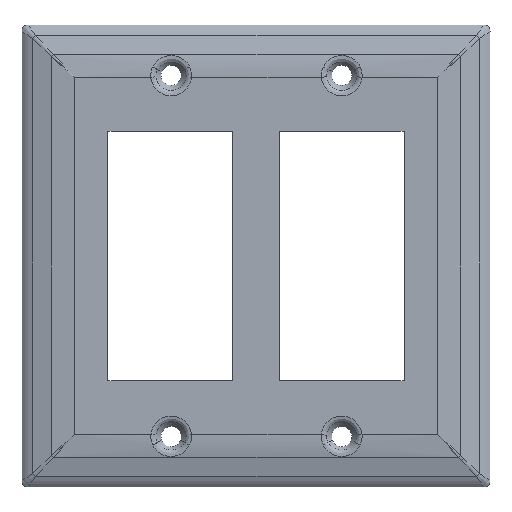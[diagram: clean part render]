
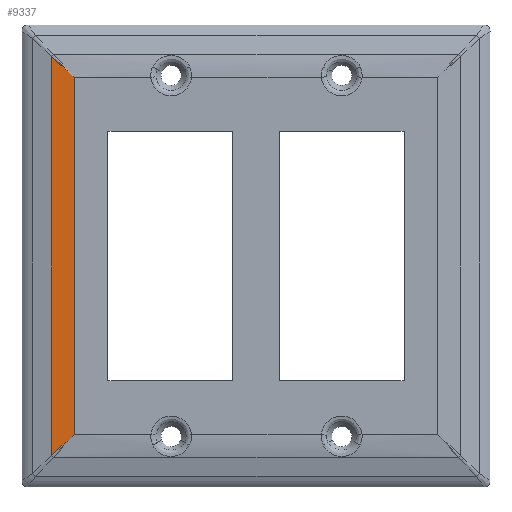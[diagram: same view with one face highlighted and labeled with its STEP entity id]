
A CAD part, top view. The second image highlights one B-rep face of the part: STEP entity #9337.
In plain terms, the highlighted cylindrical face has radius 30 mm (diameter 60 mm), a partial arc.
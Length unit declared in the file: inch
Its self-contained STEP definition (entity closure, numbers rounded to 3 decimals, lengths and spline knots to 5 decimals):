
#15 = EDGE_CURVE ( 'NONE', #7978, #3805, #3500, .T. ) ;
#355 = CARTESIAN_POINT ( 'NONE',  ( 31.15227, 7.19979, 0.08401 ) ) ;
#530 = ORIENTED_EDGE ( 'NONE', *, *, #7339, .T. ) ;
#1086 = CARTESIAN_POINT ( 'NONE',  ( 31.15117, 7.2008, 0.0839 ) ) ;
#1136 = CARTESIAN_POINT ( 'NONE',  ( 31.15154, 7.20047, 0.08394 ) ) ;
#1185 = CARTESIAN_POINT ( 'NONE',  ( 31.1236, 3.18436, 0.08078 ) ) ;
#1187 = CARTESIAN_POINT ( 'NONE',  ( 31.03264, 7.31005, 0.06578 ) ) ;
#1222 = LINE ( 'NONE', #7526, #1306 ) ;
#1306 = VECTOR ( 'NONE', #9251, 39.37008 ) ;
#1508 = DIRECTION ( 'NONE',  ( 0., -1., 0. ) ) ;
#1871 = CARTESIAN_POINT ( 'NONE',  ( 31.15091, 7.20104, 0.08387 ) ) ;
#1923 = CARTESIAN_POINT ( 'NONE',  ( 31.19054, 7.16451, 0.08727 ) ) ;
#1936 = CARTESIAN_POINT ( 'NONE',  ( 31.2702, 7.09109, 0.08991 ) ) ;
#1974 = CARTESIAN_POINT ( 'NONE',  ( 31.15375, 7.19843, 0.08416 ) ) ;
#2069 = CARTESIAN_POINT ( 'NONE',  ( 31.2702, 3.31949, 0.08991 ) ) ;
#2119 = CARTESIAN_POINT ( 'NONE',  ( 31.11609, 3.17743, 0.07983 ) ) ;
#2959 = LINE ( 'NONE', #7537, #3846 ) ;
#2964 = CARTESIAN_POINT ( 'NONE',  ( 31.14592, 3.20493, 0.08345 ) ) ;
#3103 = ORIENTED_EDGE ( 'NONE', *, *, #7452, .T. ) ;
#3191 = CYLINDRICAL_SURFACE ( 'NONE', #6020, 1.1811 ) ;
#3297 = ORIENTED_EDGE ( 'NONE', *, *, #9561, .T. ) ;
#3500 = B_SPLINE_CURVE_WITH_KNOTS ( 'NONE', 3,
 ( #5173, #6953, #6014, #6062, #7737, #2119, #1185, #4379, #8532, #3598, #9217, #6811, #2964, #5221, #9265, #8428, #2069 ),
 .UNSPECIFIED., .F., .F.,
 ( 4, 2, 1, 1, 1, 1, 1, 2, 2, 2, 4 ),
 ( 0., 0.25, 0.375, 0.4375, 0.46875, 0.48437, 0.49219, 0.49609, 0.5, 0.75, 1. ),
 .UNSPECIFIED. ) ;
#3545 = DIRECTION ( 'NONE',  ( 0., 1., 0. ) ) ;
#3598 = CARTESIAN_POINT ( 'NONE',  ( 31.13008, 3.19032, 0.08157 ) ) ;
#3805 = VERTEX_POINT ( 'NONE', #10286 ) ;
#3846 = VECTOR ( 'NONE', #3545, 39.37008 ) ;
#4379 = CARTESIAN_POINT ( 'NONE',  ( 31.12737, 3.18783, 0.08125 ) ) ;
#4704 = DIRECTION ( 'NONE',  ( 0., 0., -1. ) ) ;
#5173 = CARTESIAN_POINT ( 'NONE',  ( 31.03264, 3.10054, 0.06578 ) ) ;
#5175 = CARTESIAN_POINT ( 'NONE',  ( 31.2702, 7.09109, 0.08991 ) ) ;
#5221 = CARTESIAN_POINT ( 'NONE',  ( 31.16486, 3.22241, 0.08544 ) ) ;
#5272 = VERTEX_POINT ( 'NONE', #1936 ) ;
#5806 = CARTESIAN_POINT ( 'NONE',  ( 31.1509, 7.20106, 0.08387 ) ) ;
#5861 = CARTESIAN_POINT ( 'NONE',  ( 31.10678, 7.24172, 0.07939 ) ) ;
#6014 = CARTESIAN_POINT ( 'NONE',  ( 31.0641, 3.12953, 0.07191 ) ) ;
#6020 = AXIS2_PLACEMENT_3D ( 'NONE', #6392, #1508, #4704 ) ;
#6062 = CARTESIAN_POINT ( 'NONE',  ( 31.08873, 3.15223, 0.07592 ) ) ;
#6303 = VERTEX_POINT ( 'NONE', #6375 ) ;
#6309 = B_SPLINE_CURVE_WITH_KNOTS ( 'NONE', 3,
 ( #5175, #7434, #9014, #1923, #8280, #9115, #8331, #6813, #8381, #1974, #355, #1136, #1086, #9067, #1871, #5806, #5861, #10002, #1187 ),
 .UNSPECIFIED., .F., .F.,
 ( 4, 2, 2, 2, 1, 1, 1, 1, 1, 2, 2, 4 ),
 ( 0., 0.25, 0.375, 0.4375, 0.46875, 0.48437, 0.49219, 0.49609, 0.49805, 0.49902, 0.5, 1. ),
 .UNSPECIFIED. ) ;
#6375 = CARTESIAN_POINT ( 'NONE',  ( 31.03264, 7.31005, 0.06578 ) ) ;
#6392 = CARTESIAN_POINT ( 'NONE',  ( 31.2702, 8.01681, -1.09119 ) ) ;
#6753 = EDGE_LOOP ( 'NONE', ( #7387, #3297, #530, #3103 ) ) ;
#6811 = CARTESIAN_POINT ( 'NONE',  ( 31.13093, 3.19111, 0.08167 ) ) ;
#6813 = CARTESIAN_POINT ( 'NONE',  ( 31.15949, 7.19313, 0.08471 ) ) ;
#6953 = CARTESIAN_POINT ( 'NONE',  ( 31.04814, 3.11482, 0.06896 ) ) ;
#7339 = EDGE_CURVE ( 'NONE', #5272, #6303, #6309, .T. ) ;
#7387 = ORIENTED_EDGE ( 'NONE', *, *, #15, .T. ) ;
#7434 = CARTESIAN_POINT ( 'NONE',  ( 31.24363, 7.11558, 0.08991 ) ) ;
#7452 = EDGE_CURVE ( 'NONE', #6303, #7978, #1222, .T. ) ;
#7526 = CARTESIAN_POINT ( 'NONE',  ( 31.03264, 8.01681, 0.06578 ) ) ;
#7537 = CARTESIAN_POINT ( 'NONE',  ( 31.2702, 5.20529, 0.08991 ) ) ;
#7737 = CARTESIAN_POINT ( 'NONE',  ( 31.10122, 3.16373, 0.07782 ) ) ;
#7978 = VERTEX_POINT ( 'NONE', #8544 ) ;
#8280 = CARTESIAN_POINT ( 'NONE',  ( 31.18143, 7.17291, 0.0866 ) ) ;
#8331 = CARTESIAN_POINT ( 'NONE',  ( 31.16508, 7.18798, 0.08523 ) ) ;
#8381 = CARTESIAN_POINT ( 'NONE',  ( 31.15678, 7.19563, 0.08446 ) ) ;
#8428 = CARTESIAN_POINT ( 'NONE',  ( 31.23861, 3.29037, 0.08991 ) ) ;
#8532 = CARTESIAN_POINT ( 'NONE',  ( 31.12926, 3.18958, 0.08147 ) ) ;
#8544 = CARTESIAN_POINT ( 'NONE',  ( 31.03264, 3.10054, 0.06578 ) ) ;
#9014 = CARTESIAN_POINT ( 'NONE',  ( 31.22039, 7.137, 0.08903 ) ) ;
#9067 = CARTESIAN_POINT ( 'NONE',  ( 31.15102, 7.20094, 0.08388 ) ) ;
#9115 = CARTESIAN_POINT ( 'NONE',  ( 31.16901, 7.18436, 0.08558 ) ) ;
#9217 = CARTESIAN_POINT ( 'NONE',  ( 31.13062, 3.19082, 0.08164 ) ) ;
#9251 = DIRECTION ( 'NONE',  ( 0., -1., 0. ) ) ;
#9265 = CARTESIAN_POINT ( 'NONE',  ( 31.21121, 3.26513, 0.08867 ) ) ;
#9337 = ADVANCED_FACE ( 'NONE', ( #10269 ), #3191, .T. ) ;
#9561 = EDGE_CURVE ( 'NONE', #3805, #5272, #2959, .T. ) ;
#10002 = CARTESIAN_POINT ( 'NONE',  ( 31.06739, 7.27802, 0.07291 ) ) ;
#10269 = FACE_OUTER_BOUND ( 'NONE', #6753, .T. ) ;
#10286 = CARTESIAN_POINT ( 'NONE',  ( 31.2702, 3.31949, 0.08991 ) ) ;
